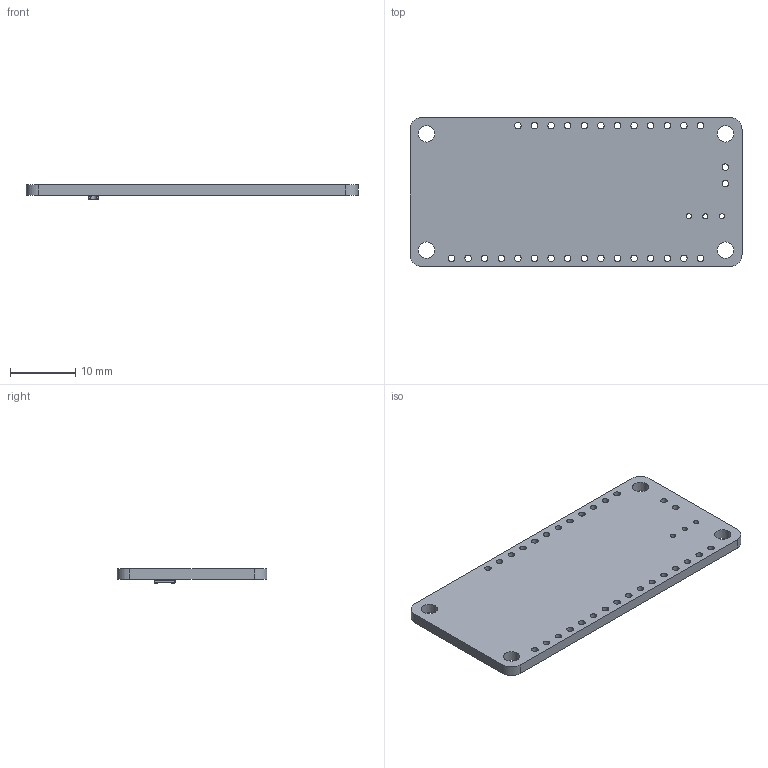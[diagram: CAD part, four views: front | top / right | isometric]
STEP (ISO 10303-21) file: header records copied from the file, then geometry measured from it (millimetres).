
FILE_DESCRIPTION(('KiCad electronic assembly'),'2;1');
FILE_NAME('Waveform_Gen_ADSR.step','2023-01-18T10:12:30',('Pcbnew'),( 'Kicad'),'Open CASCADE STEP processor 7.6','KiCad to STEP converter' ,'Unknown');
FILE_SCHEMA(('AUTOMOTIVE_DESIGN { 1 0 10303 214 1 1 1 1 }'));
Length unit declared in the file: millimetre
Products named in the file (4): Waveform_Gen_ADSR 1; LED_1206_3216Metric_Castellated; SOLID; _autosave-Waveform_Gen_ADSR PCB
Assembly tree (3 placements, depth 3):
  Waveform_Gen_ADSR 1
    LED_1206_3216Metric_Castellated
      SOLID
    _autosave-Waveform_Gen_ADSR PCB
Bounding box: 50.8 x 22.86 x 2.2 mm (x, y, z)
Volume: 1785.6 mm3; surface area: 2689.2 mm2
Topology: 2 solids, 2 shells, 85 faces, 236 edges, 156 vertices
Faces by surface type: cylinder 41, bspline 38, plane 6
Full cylindrical faces by diameter (mm): 0.8 x3, 1 x30, 2.5 x4
Entity records: 6376 total; most frequent: CARTESIAN_POINT 2042, DIRECTION 507, ORIENTED_EDGE 472, PCURVE 472, DEFINITIONAL_REPRESENTATION 472, B_SPLINE_CURVE_WITH_KNOTS 263, LINE 241, VECTOR 241
